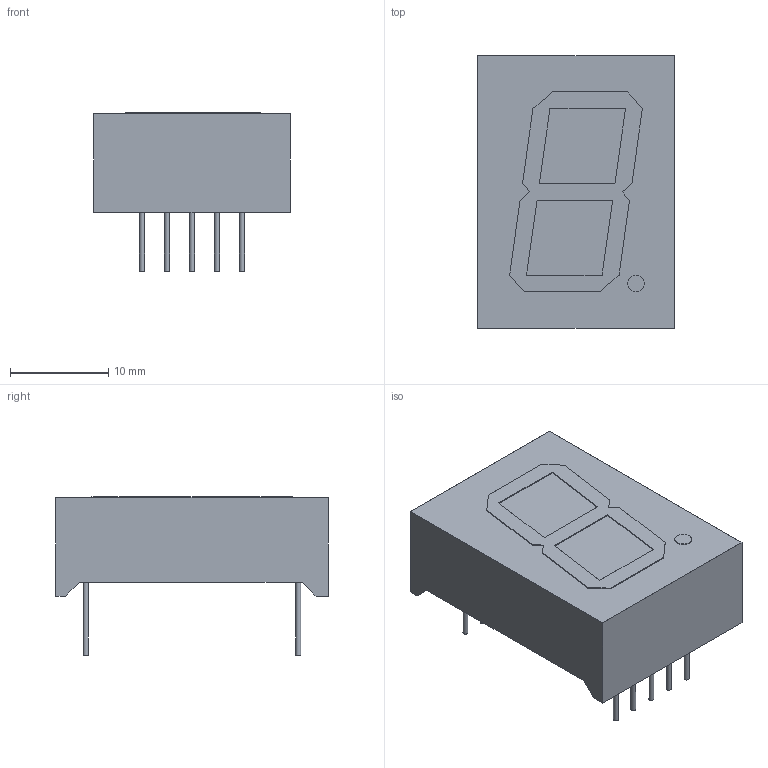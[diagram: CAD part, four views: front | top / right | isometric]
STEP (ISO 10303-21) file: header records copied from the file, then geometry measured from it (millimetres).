
FILE_DESCRIPTION(/* description */ (''),/* implementation_level */ '2;1');
FILE_NAME(/* name */ 'FJ81XXXH-3D v3.step',/* time_stamp */ '2026-02-15T11:42:33+01:00',/* author */ (''),/* organization */ (''),/* preprocessor_version */ 'ST-DEVELOPER v20.1',/* originating_system */ 'Autodesk Translation Framework v14.10.0.0',/* authorisation */ '');
FILE_SCHEMA (('AUTOMOTIVE_DESIGN { 1 0 10303 214 3 1 1 }'));
Length unit declared in the file: millimetre
Products named in the file (1): FJ81XXXH-3D
Bounding box: 20 x 27.7 x 16.1 mm (x, y, z)
Volume: 4885.7 mm3; surface area: 3465.9 mm2
Topology: 4 solids, 4 shells, 63 faces, 135 edges, 90 vertices
Faces by surface type: plane 52, cylinder 11
Full cylindrical faces by diameter (mm): 0.51 x10, 1.72 x1
Entity records: 1743 total; most frequent: CARTESIAN_POINT 289, DIRECTION 285, ORIENTED_EDGE 270, EDGE_CURVE 135, LINE 113, VECTOR 113, VERTEX_POINT 90, AXIS2_PLACEMENT_3D 86
